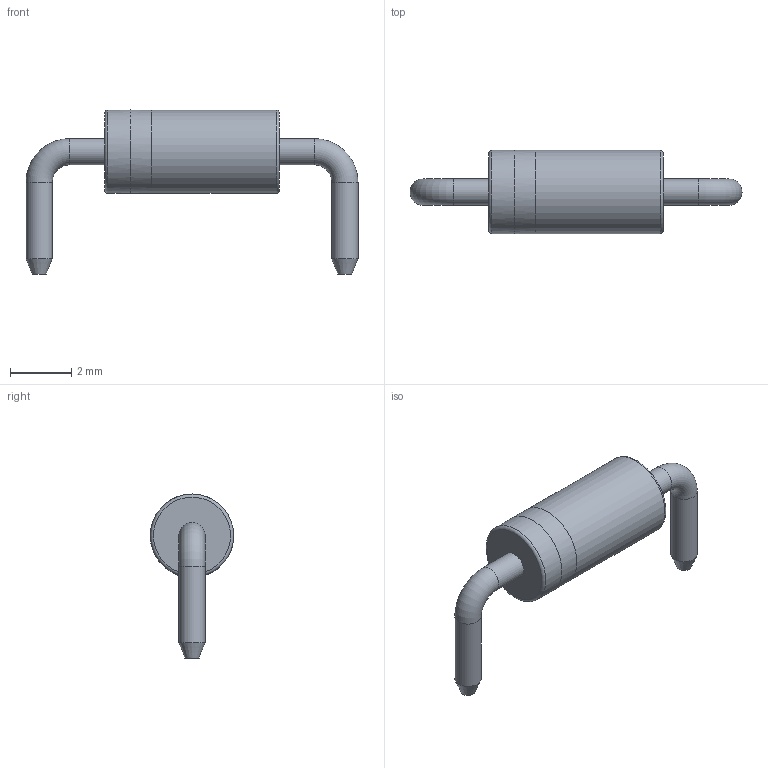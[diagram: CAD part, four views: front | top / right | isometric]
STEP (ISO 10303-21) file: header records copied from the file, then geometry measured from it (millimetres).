
FILE_DESCRIPTION(/* description */ (''),/* implementation_level */ '2;1');
FILE_NAME(/* name */ 'DO-41 10mm.step',/* time_stamp */ '2019-10-30T11:20:14-05:00',/* author */ (''),/* organization */ (''),/* preprocessor_version */ 'ST-DEVELOPER v18',/* originating_system */ 'Autodesk Translation Framework v8.9.1.1155',/* authorisation */ '');
FILE_SCHEMA (('AUTOMOTIVE_DESIGN { 1 0 10303 214 3 1 1 }'));
Length unit declared in the file: millimetre
Products named in the file (1): DO-41 10mm
Bounding box: 10.86 x 2.73 x 5.37 mm (x, y, z)
Volume: 39.6 mm3; surface area: 89.3 mm2
Topology: 1 solids, 1 shells, 17 faces, 45 edges, 32 vertices
Faces by surface type: cylinder 7, torus 4, plane 4, cone 2
Full cylindrical faces by diameter (mm): 0.86 x4, 2.72 x2, 2.73 x1
Entity records: 667 total; most frequent: CARTESIAN_POINT 129, DIRECTION 113, ORIENTED_EDGE 90, AXIS2_PLACEMENT_3D 52, EDGE_CURVE 45, CIRCLE 34, VERTEX_POINT 32, EDGE_LOOP 19
